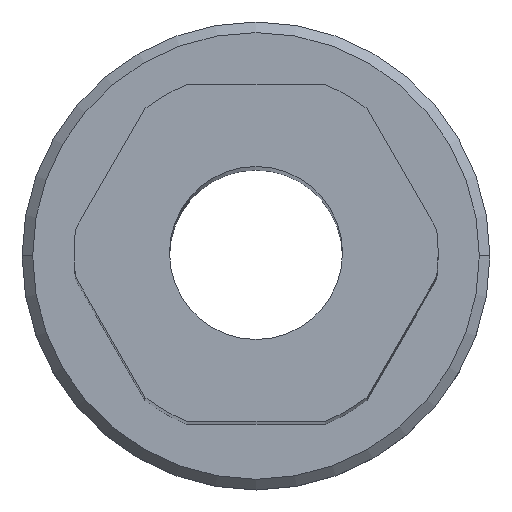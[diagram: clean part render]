
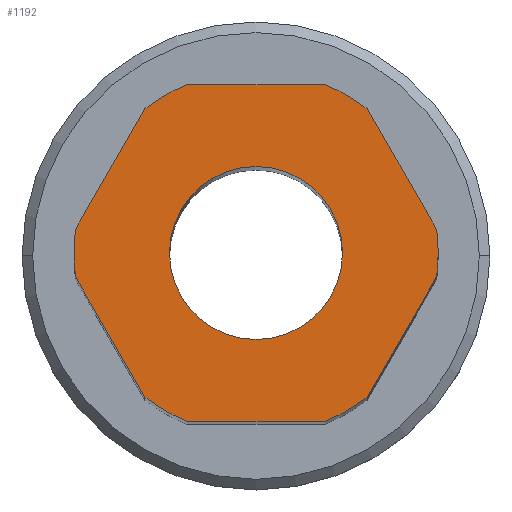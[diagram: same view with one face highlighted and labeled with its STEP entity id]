
A CAD part, top view. The second image highlights one B-rep face of the part: STEP entity #1192.
In plain terms, the highlighted planar face has unit normal (0, 0, 1).
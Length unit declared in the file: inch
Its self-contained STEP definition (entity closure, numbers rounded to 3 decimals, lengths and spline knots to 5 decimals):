
#7 = VERTEX_POINT ( 'NONE', #434 ) ;
#31 = VERTEX_POINT ( 'NONE', #53 ) ;
#42 = ORIENTED_EDGE ( 'NONE', *, *, #97, .T. ) ;
#44 = LINE ( 'NONE', #902, #174 ) ;
#53 = CARTESIAN_POINT ( 'NONE',  ( 0.16489, -0.2144, 3.125 ) ) ;
#54 = AXIS2_PLACEMENT_3D ( 'NONE', #835, #822, #848 ) ;
#64 = CARTESIAN_POINT ( 'NONE',  ( -0.26812, -0.0356, 3.125 ) ) ;
#67 = EDGE_CURVE ( 'NONE', #209, #7, #442, .T. ) ;
#73 = AXIS2_PLACEMENT_3D ( 'NONE', #1044, #528, #361 ) ;
#77 = DIRECTION ( 'NONE',  ( 1., 0., 0. ) ) ;
#97 = EDGE_CURVE ( 'NONE', #740, #209, #652, .T. ) ;
#102 = CARTESIAN_POINT ( 'NONE',  ( -0.16489, -0.2144, 3.125 ) ) ;
#105 = EDGE_CURVE ( 'NONE', #1072, #1067, #272, .T. ) ;
#116 = DIRECTION ( 'NONE',  ( -0.5, -0.866, 0. ) ) ;
#124 = ORIENTED_EDGE ( 'NONE', *, *, #348, .T. ) ;
#140 = CARTESIAN_POINT ( 'NONE',  ( 0.26812, 0.0356, 3.125 ) ) ;
#148 = LINE ( 'NONE', #140, #849 ) ;
#149 = ORIENTED_EDGE ( 'NONE', *, *, #278, .T. ) ;
#161 = EDGE_CURVE ( 'NONE', #544, #1072, #924, .T. ) ;
#174 = VECTOR ( 'NONE', #116, 39.37008 ) ;
#175 = CARTESIAN_POINT ( 'NONE',  ( -0.26812, -0.0356, 3.125 ) ) ;
#177 = ORIENTED_EDGE ( 'NONE', *, *, #878, .T. ) ;
#186 = ORIENTED_EDGE ( 'NONE', *, *, #411, .T. ) ;
#192 = DIRECTION ( 'NONE',  ( 1., 0., 0. ) ) ;
#209 = VERTEX_POINT ( 'NONE', #489 ) ;
#213 = DIRECTION ( 'NONE',  ( 1., 0., 0. ) ) ;
#223 = ORIENTED_EDGE ( 'NONE', *, *, #378, .T. ) ;
#234 = CARTESIAN_POINT ( 'NONE',  ( 0.26812, 0.0356, 3.125 ) ) ;
#238 = CIRCLE ( 'NONE', #955, 0.27047 ) ;
#246 = DIRECTION ( 'NONE',  ( 0., 0., -1. ) ) ;
#272 = CIRCLE ( 'NONE', #54, 0.27047 ) ;
#276 = CARTESIAN_POINT ( 'NONE',  ( -0.10322, -0.25, 3.125 ) ) ;
#278 = EDGE_CURVE ( 'NONE', #321, #1099, #1140, .T. ) ;
#280 = VERTEX_POINT ( 'NONE', #1209 ) ;
#292 = CIRCLE ( 'NONE', #394, 0.1285 ) ;
#321 = VERTEX_POINT ( 'NONE', #415 ) ;
#338 = VECTOR ( 'NONE', #1234, 39.37008 ) ;
#341 = CIRCLE ( 'NONE', #73, 0.27047 ) ;
#344 = LINE ( 'NONE', #421, #449 ) ;
#348 = EDGE_CURVE ( 'NONE', #1099, #321, #292, .T. ) ;
#361 = DIRECTION ( 'NONE',  ( 1., 0., 0. ) ) ;
#366 = DIRECTION ( 'NONE',  ( 0., 0., 1. ) ) ;
#371 = ORIENTED_EDGE ( 'NONE', *, *, #567, .T. ) ;
#374 = AXIS2_PLACEMENT_3D ( 'NONE', #446, #637, #555 ) ;
#378 = EDGE_CURVE ( 'NONE', #799, #740, #148, .T. ) ;
#394 = AXIS2_PLACEMENT_3D ( 'NONE', #890, #246, #1086 ) ;
#407 = DIRECTION ( 'NONE',  ( 0.5, 0.866, 0. ) ) ;
#411 = EDGE_CURVE ( 'NONE', #7, #1243, #914, .T. ) ;
#415 = CARTESIAN_POINT ( 'NONE',  ( -0.1285, 0., 3.125 ) ) ;
#421 = CARTESIAN_POINT ( 'NONE',  ( 0.16489, -0.2144, 3.125 ) ) ;
#434 = CARTESIAN_POINT ( 'NONE',  ( -0.10322, 0.25, 3.125 ) ) ;
#442 = LINE ( 'NONE', #1118, #338 ) ;
#446 = CARTESIAN_POINT ( 'NONE',  ( 0., 0., 3.125 ) ) ;
#449 = VECTOR ( 'NONE', #407, 39.37008 ) ;
#450 = ORIENTED_EDGE ( 'NONE', *, *, #1085, .F. ) ;
#456 = ORIENTED_EDGE ( 'NONE', *, *, #803, .T. ) ;
#474 = CARTESIAN_POINT ( 'NONE',  ( 0., 0., 3.125 ) ) ;
#475 = CARTESIAN_POINT ( 'NONE',  ( 0.16489, 0.2144, 3.125 ) ) ;
#480 = EDGE_LOOP ( 'NONE', ( #149, #124 ) ) ;
#488 = CIRCLE ( 'NONE', #769, 0.27047 ) ;
#489 = CARTESIAN_POINT ( 'NONE',  ( 0.10322, 0.25, 3.125 ) ) ;
#505 = ORIENTED_EDGE ( 'NONE', *, *, #105, .T. ) ;
#507 = VECTOR ( 'NONE', #729, 39.37008 ) ;
#528 = DIRECTION ( 'NONE',  ( 0., 0., 1. ) ) ;
#544 = VERTEX_POINT ( 'NONE', #175 ) ;
#555 = DIRECTION ( 'NONE',  ( 1., 0., 0. ) ) ;
#567 = EDGE_CURVE ( 'NONE', #836, #544, #341, .T. ) ;
#570 = AXIS2_PLACEMENT_3D ( 'NONE', #701, #1194, #1095 ) ;
#600 = LINE ( 'NONE', #807, #728 ) ;
#601 = DIRECTION ( 'NONE',  ( 0., 0., -1. ) ) ;
#602 = ORIENTED_EDGE ( 'NONE', *, *, #161, .T. ) ;
#621 = CARTESIAN_POINT ( 'NONE',  ( 0., 0., 3.125 ) ) ;
#637 = DIRECTION ( 'NONE',  ( 0., 0., 1. ) ) ;
#652 = CIRCLE ( 'NONE', #744, 0.27047 ) ;
#693 = FACE_BOUND ( 'NONE', #480, .T. ) ;
#701 = CARTESIAN_POINT ( 'NONE',  ( 0., 0., 3.125 ) ) ;
#710 = PLANE ( 'NONE',  #570 ) ;
#728 = VECTOR ( 'NONE', #909, 39.37008 ) ;
#729 = DIRECTION ( 'NONE',  ( 0.5, -0.866, 0. ) ) ;
#740 = VERTEX_POINT ( 'NONE', #475 ) ;
#744 = AXIS2_PLACEMENT_3D ( 'NONE', #1125, #366, #77 ) ;
#746 = AXIS2_PLACEMENT_3D ( 'NONE', #794, #601, #1008 ) ;
#768 = DIRECTION ( 'NONE',  ( 0., 0., -1. ) ) ;
#769 = AXIS2_PLACEMENT_3D ( 'NONE', #474, #768, #192 ) ;
#780 = EDGE_CURVE ( 'NONE', #1067, #280, #600, .T. ) ;
#781 = CARTESIAN_POINT ( 'NONE',  ( 0.27047, 0., 3.125 ) ) ;
#790 = AXIS2_PLACEMENT_3D ( 'NONE', #1096, #800, #213 ) ;
#791 = DIRECTION ( 'NONE',  ( 1., 0., 0. ) ) ;
#794 = CARTESIAN_POINT ( 'NONE',  ( 0., 0., 3.125 ) ) ;
#799 = VERTEX_POINT ( 'NONE', #234 ) ;
#800 = DIRECTION ( 'NONE',  ( 0., 0., -1. ) ) ;
#803 = EDGE_CURVE ( 'NONE', #31, #919, #344, .T. ) ;
#804 = EDGE_CURVE ( 'NONE', #799, #1179, #1038, .T. ) ;
#807 = CARTESIAN_POINT ( 'NONE',  ( 0., -0.25, 3.125 ) ) ;
#822 = DIRECTION ( 'NONE',  ( 0., 0., 1. ) ) ;
#831 = EDGE_LOOP ( 'NONE', ( #906, #223, #42, #882, #186, #1155, #371, #602, #505, #986, #177, #456, #450 ) ) ;
#835 = CARTESIAN_POINT ( 'NONE',  ( 0., 0., 3.125 ) ) ;
#836 = VERTEX_POINT ( 'NONE', #1178 ) ;
#848 = DIRECTION ( 'NONE',  ( 1., 0., 0. ) ) ;
#849 = VECTOR ( 'NONE', #883, 39.37008 ) ;
#863 = CARTESIAN_POINT ( 'NONE',  ( 0.1285, 0., 3.125 ) ) ;
#878 = EDGE_CURVE ( 'NONE', #280, #31, #238, .T. ) ;
#882 = ORIENTED_EDGE ( 'NONE', *, *, #67, .T. ) ;
#883 = DIRECTION ( 'NONE',  ( -0.5, 0.866, 0. ) ) ;
#890 = CARTESIAN_POINT ( 'NONE',  ( 0., 0., 3.125 ) ) ;
#902 = CARTESIAN_POINT ( 'NONE',  ( -0.16489, 0.2144, 3.125 ) ) ;
#906 = ORIENTED_EDGE ( 'NONE', *, *, #804, .F. ) ;
#909 = DIRECTION ( 'NONE',  ( 1., 0., 0. ) ) ;
#914 = CIRCLE ( 'NONE', #374, 0.27047 ) ;
#919 = VERTEX_POINT ( 'NONE', #927 ) ;
#924 = LINE ( 'NONE', #64, #507 ) ;
#927 = CARTESIAN_POINT ( 'NONE',  ( 0.26812, -0.0356, 3.125 ) ) ;
#955 = AXIS2_PLACEMENT_3D ( 'NONE', #621, #1007, #791 ) ;
#986 = ORIENTED_EDGE ( 'NONE', *, *, #780, .T. ) ;
#1007 = DIRECTION ( 'NONE',  ( 0., 0., 1. ) ) ;
#1008 = DIRECTION ( 'NONE',  ( -1., 0., 0. ) ) ;
#1038 = CIRCLE ( 'NONE', #790, 0.27047 ) ;
#1044 = CARTESIAN_POINT ( 'NONE',  ( 0., 0., 3.125 ) ) ;
#1067 = VERTEX_POINT ( 'NONE', #276 ) ;
#1072 = VERTEX_POINT ( 'NONE', #102 ) ;
#1085 = EDGE_CURVE ( 'NONE', #1179, #919, #488, .T. ) ;
#1086 = DIRECTION ( 'NONE',  ( -1., 0., 0. ) ) ;
#1088 = CARTESIAN_POINT ( 'NONE',  ( -0.16489, 0.2144, 3.125 ) ) ;
#1095 = DIRECTION ( 'NONE',  ( 1., 0., 0. ) ) ;
#1096 = CARTESIAN_POINT ( 'NONE',  ( 0., 0., 3.125 ) ) ;
#1099 = VERTEX_POINT ( 'NONE', #863 ) ;
#1118 = CARTESIAN_POINT ( 'NONE',  ( 0., 0.25, 3.125 ) ) ;
#1125 = CARTESIAN_POINT ( 'NONE',  ( 0., 0., 3.125 ) ) ;
#1140 = CIRCLE ( 'NONE', #746, 0.1285 ) ;
#1155 = ORIENTED_EDGE ( 'NONE', *, *, #1204, .T. ) ;
#1178 = CARTESIAN_POINT ( 'NONE',  ( -0.26812, 0.0356, 3.125 ) ) ;
#1179 = VERTEX_POINT ( 'NONE', #781 ) ;
#1187 = FACE_OUTER_BOUND ( 'NONE', #831, .T. ) ;
#1192 = ADVANCED_FACE ( 'NONE', ( #1187, #693 ), #710, .T. ) ;
#1194 = DIRECTION ( 'NONE',  ( 0., 0., 1. ) ) ;
#1204 = EDGE_CURVE ( 'NONE', #1243, #836, #44, .T. ) ;
#1209 = CARTESIAN_POINT ( 'NONE',  ( 0.10322, -0.25, 3.125 ) ) ;
#1234 = DIRECTION ( 'NONE',  ( -1., 0., 0. ) ) ;
#1243 = VERTEX_POINT ( 'NONE', #1088 ) ;
